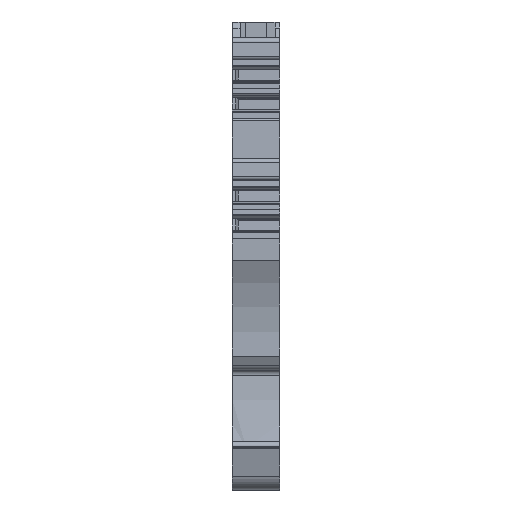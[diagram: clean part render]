
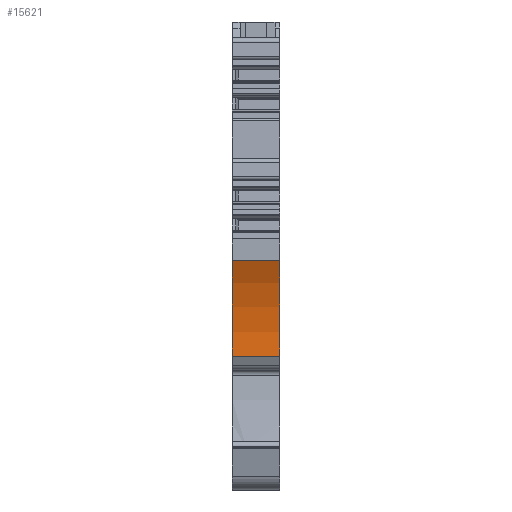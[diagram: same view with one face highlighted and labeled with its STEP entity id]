
A CAD part, front view. The second image highlights one B-rep face of the part: STEP entity #15621.
In plain terms, the highlighted cylindrical face has radius 19 mm (diameter 38 mm), a partial arc.
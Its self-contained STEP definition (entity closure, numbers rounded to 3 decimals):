
#2556=AXIS2_PLACEMENT_3D('Circle Axis2P3D',#2554,#2555,$) ;
#4252=AXIS2_PLACEMENT_3D('Circle Axis2P3D',#4250,#4251,$) ;
#15608=AXIS2_PLACEMENT_3D('Cylinder Axis2P3D',#15605,#15606,#15607) ;
#2551=CARTESIAN_POINT('Vertex',(5.1,0.,24.75)) ;
#2554=CARTESIAN_POINT('Axis2P3D Location',(5.1,-17.068,16.402)) ;
#2558=CARTESIAN_POINT('Vertex',(5.1,1.829,14.425)) ;
#4247=CARTESIAN_POINT('Vertex',(0.,1.829,14.425)) ;
#4250=CARTESIAN_POINT('Axis2P3D Location',(0.,-17.068,16.402)) ;
#4254=CARTESIAN_POINT('Vertex',(0.,0.,24.75)) ;
#15593=CARTESIAN_POINT('Line Origine',(2.55,0.,24.75)) ;
#15605=CARTESIAN_POINT('Axis2P3D Location',(2.55,-17.068,16.402)) ;
#15610=CARTESIAN_POINT('Line Origine',(2.55,1.829,14.425)) ;
#2555=DIRECTION('Axis2P3D Direction',(1.,0.,0.)) ;
#4251=DIRECTION('Axis2P3D Direction',(1.,0.,0.)) ;
#15594=DIRECTION('Vector Direction',(1.,0.,0.)) ;
#15606=DIRECTION('Axis2P3D Direction',(1.,0.,0.)) ;
#15607=DIRECTION('Axis2P3D XDirection',(0.,0.988,-0.154)) ;
#15611=DIRECTION('Vector Direction',(1.,0.,0.)) ;
#15595=VECTOR('Line Direction',#15594,1.) ;
#15612=VECTOR('Line Direction',#15611,1.) ;
#15616=ORIENTED_EDGE('',*,*,#15614,.T.) ;
#15617=ORIENTED_EDGE('',*,*,#2560,.F.) ;
#15618=ORIENTED_EDGE('',*,*,#15597,.F.) ;
#15619=ORIENTED_EDGE('',*,*,#4256,.T.) ;
#15621=ADVANCED_FACE('Housing Z-Compact V.1\\Hauptk\X2\00F6\X0\rper',(#15620),#15609,.F.) ;
#2557=CIRCLE('generated circle',#2556,19.) ;
#4253=CIRCLE('generated circle',#4252,19.) ;
#15609=CYLINDRICAL_SURFACE('generated cylinder',#15608,19.) ;
#2560=EDGE_CURVE('',#2552,#2559,#2557,.F.) ;
#4256=EDGE_CURVE('',#4255,#4248,#4253,.F.) ;
#15597=EDGE_CURVE('',#4255,#2552,#15596,.T.) ;
#15614=EDGE_CURVE('',#4248,#2559,#15613,.T.) ;
#15615=EDGE_LOOP('',(#15616,#15617,#15618,#15619)) ;
#15620=FACE_OUTER_BOUND('',#15615,.T.) ;
#15596=LINE('Line',#15593,#15595) ;
#15613=LINE('Line',#15610,#15612) ;
#2552=VERTEX_POINT('',#2551) ;
#2559=VERTEX_POINT('',#2558) ;
#4248=VERTEX_POINT('',#4247) ;
#4255=VERTEX_POINT('',#4254) ;
